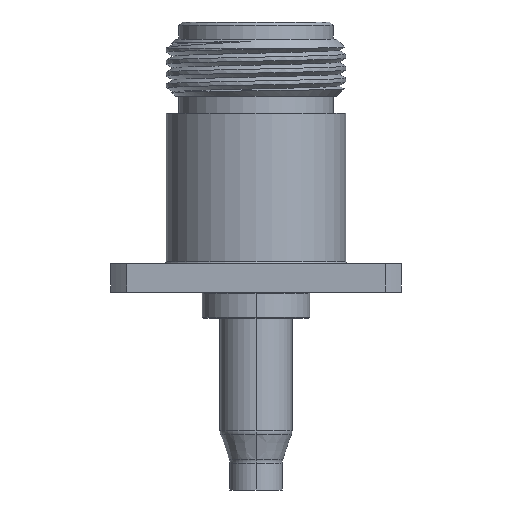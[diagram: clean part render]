
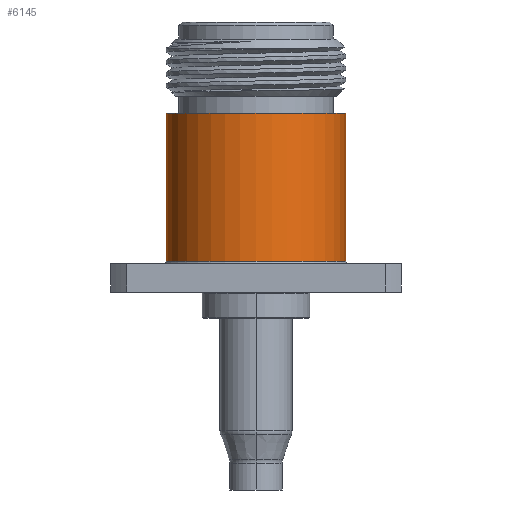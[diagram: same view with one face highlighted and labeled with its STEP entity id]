
A CAD part, left-side view. The second image highlights one B-rep face of the part: STEP entity #6145.
In plain terms, the highlighted cylindrical face has radius 7.85 mm (diameter 15.7 mm), a partial arc.
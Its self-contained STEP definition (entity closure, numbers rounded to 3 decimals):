
#123 = DIRECTION ( 'NONE',  ( 0., 0., -1. ) ) ;
#275 = DIRECTION ( 'NONE',  ( 0., 0., -1. ) ) ;
#491 = CARTESIAN_POINT ( 'NONE',  ( 0., -7.85, 15.62 ) ) ;
#500 = EDGE_CURVE ( 'NONE', #5675, #5351, #5765, .T. ) ;
#582 = CARTESIAN_POINT ( 'NONE',  ( 0., 0., 15.62 ) ) ;
#878 = CARTESIAN_POINT ( 'NONE',  ( 0., 0., 0. ) ) ;
#881 = AXIS2_PLACEMENT_3D ( 'NONE', #582, #5924, #5371 ) ;
#1004 = VERTEX_POINT ( 'NONE', #3535 ) ;
#1115 = EDGE_CURVE ( 'NONE', #1718, #1004, #5875, .T. ) ;
#1323 = LINE ( 'NONE', #3531, #3254 ) ;
#1413 = FACE_OUTER_BOUND ( 'NONE', #3301, .T. ) ;
#1718 = VERTEX_POINT ( 'NONE', #491 ) ;
#1952 = ORIENTED_EDGE ( 'NONE', *, *, #2679, .F. ) ;
#1966 = DIRECTION ( 'NONE',  ( 0., 0., -1. ) ) ;
#2472 = CARTESIAN_POINT ( 'NONE',  ( 0., -7.85, 2.7 ) ) ;
#2679 = EDGE_CURVE ( 'NONE', #1718, #5351, #3762, .T. ) ;
#3143 = AXIS2_PLACEMENT_3D ( 'NONE', #878, #1966, #5209 ) ;
#3162 = ORIENTED_EDGE ( 'NONE', *, *, #1115, .T. ) ;
#3209 = ORIENTED_EDGE ( 'NONE', *, *, #500, .T. ) ;
#3254 = VECTOR ( 'NONE', #275, 1000. ) ;
#3301 = EDGE_LOOP ( 'NONE', ( #1952, #3162, #5738, #3209 ) ) ;
#3531 = CARTESIAN_POINT ( 'NONE',  ( 0., 7.85, 0. ) ) ;
#3535 = CARTESIAN_POINT ( 'NONE',  ( 0., 7.85, 15.62 ) ) ;
#3762 = LINE ( 'NONE', #5877, #6306 ) ;
#4415 = CARTESIAN_POINT ( 'NONE',  ( 0., 0., 2.7 ) ) ;
#4519 = DIRECTION ( 'NONE',  ( 0., -1., 0. ) ) ;
#5209 = DIRECTION ( 'NONE',  ( 0., 1., 0. ) ) ;
#5351 = VERTEX_POINT ( 'NONE', #2472 ) ;
#5371 = DIRECTION ( 'NONE',  ( 0., 1., 0. ) ) ;
#5675 = VERTEX_POINT ( 'NONE', #5726 ) ;
#5726 = CARTESIAN_POINT ( 'NONE',  ( 0., 7.85, 2.7 ) ) ;
#5738 = ORIENTED_EDGE ( 'NONE', *, *, #6578, .T. ) ;
#5765 = CIRCLE ( 'NONE', #6767, 7.85 ) ;
#5875 = CIRCLE ( 'NONE', #881, 7.85 ) ;
#5877 = CARTESIAN_POINT ( 'NONE',  ( 0., -7.85, 0. ) ) ;
#5924 = DIRECTION ( 'NONE',  ( 0., 0., -1. ) ) ;
#6011 = DIRECTION ( 'NONE',  ( 0., 0., 1. ) ) ;
#6145 = ADVANCED_FACE ( 'NONE', ( #1413 ), #6639, .T. ) ;
#6306 = VECTOR ( 'NONE', #123, 1000. ) ;
#6578 = EDGE_CURVE ( 'NONE', #1004, #5675, #1323, .T. ) ;
#6639 = CYLINDRICAL_SURFACE ( 'NONE', #3143, 7.85 ) ;
#6767 = AXIS2_PLACEMENT_3D ( 'NONE', #4415, #6011, #4519 ) ;
